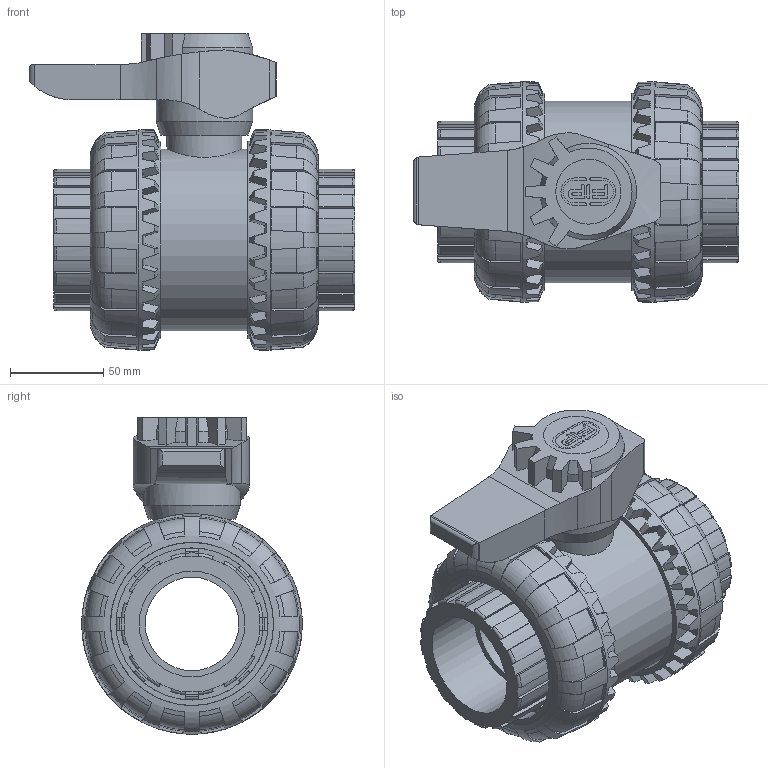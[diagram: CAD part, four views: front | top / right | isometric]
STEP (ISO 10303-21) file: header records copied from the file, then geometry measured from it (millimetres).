
FILE_DESCRIPTION(/* description */ (''),/* implementation_level */ '2;1');
FILE_NAME(/* name */ 'VXEFV200E.iam.stp',/* time_stamp */ '2013-10-01T10:45:11+02:00',/* author */ ('bfaro'),/* organization */ (''),/* preprocessor_version */ 'ST-DEVELOPER v15.2',/* originating_system */ 'Autodesk Inventor 2014',/* authorisation */ '');
FILE_SCHEMA (('AUTOMOTIVE_DESIGN { 1 0 10303 214 3 1 1 }'));
Length unit declared in the file: millimetre
Products named in the file (6): corpo valvola VEE 63; NTVXE063V; ENDFV200; HSVXE063; Piastrina 63; VXEFV200E
Bounding box: 174.38 x 117.94 x 169.27 mm (x, y, z)
Volume: 965602.8 mm3; surface area: 205754.4 mm2
Topology: 8 solids, 8 shells, 863 faces, 2401 edges, 1570 vertices
Faces by surface type: plane 442, cone 162, cylinder 161, torus 98
Full cylindrical faces by diameter (mm): 34.8 x2, 40 x1, 50 x2, 51.679 x1, 56.6 x2, 63 x1, 81.4 x2, 90.1 x2, 96.3 x2, 97 x1, 99.8 x2
Entity records: 17085 total; most frequent: CARTESIAN_POINT 4704, ORIENTED_EDGE 2718, DIRECTION 2565, EDGE_CURVE 1343, AXIS2_PLACEMENT_3D 1067, VERTEX_POINT 889, EDGE_LOOP 532, ADVANCED_FACE 496
